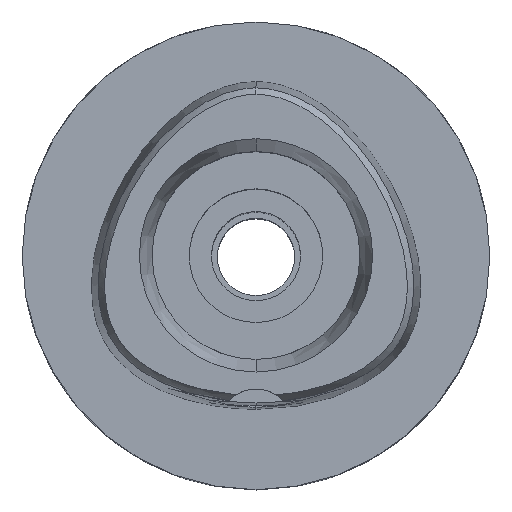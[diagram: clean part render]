
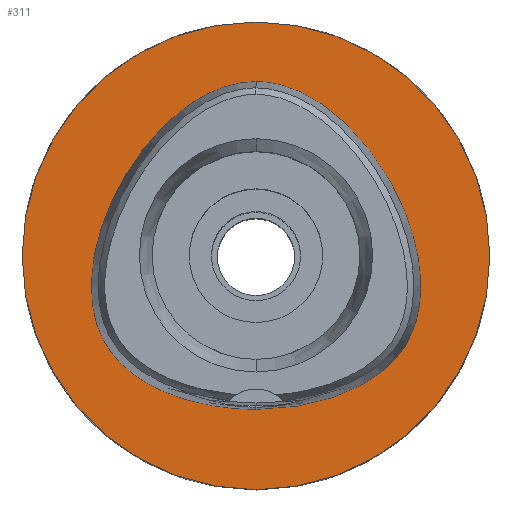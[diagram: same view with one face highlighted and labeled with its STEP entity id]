
A CAD part, top view. The second image highlights one B-rep face of the part: STEP entity #311.
In plain terms, the highlighted planar face has unit normal (0, 0, 1).
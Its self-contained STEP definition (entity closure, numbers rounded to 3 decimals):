
#39 = CARTESIAN_POINT ( 'NONE',  ( 0., 0., 0. ) ) ;
#49 = EDGE_CURVE ( 'NONE', #1065, #1573, #5286, .T. ) ;
#53 = ORIENTED_EDGE ( 'NONE', *, *, #5172, .F. ) ;
#79 = CARTESIAN_POINT ( 'NONE',  ( 20.749, 4.657, 0. ) ) ;
#96 = FACE_BOUND ( 'NONE', #3449, .T. ) ;
#103 = CARTESIAN_POINT ( 'NONE',  ( 21.555, -8.996, 0. ) ) ;
#131 = CARTESIAN_POINT ( 'NONE',  ( 14.408, 15.641, 0. ) ) ;
#198 = CARTESIAN_POINT ( 'NONE',  ( 0., 23.475, 0. ) ) ;
#311 = ADVANCED_FACE ( 'NONE', ( #4389, #96 ), #2627, .F. ) ;
#314 = DIRECTION ( 'NONE',  ( 0., 0., -1. ) ) ;
#340 = CARTESIAN_POINT ( 'NONE',  ( -14.673, -17.214, 0. ) ) ;
#456 = CARTESIAN_POINT ( 'NONE',  ( 0., 23.475, 0. ) ) ;
#482 = CARTESIAN_POINT ( 'NONE',  ( 14.673, -17.214, 0. ) ) ;
#530 = DIRECTION ( 'NONE',  ( 0., -1., 0. ) ) ;
#666 = CARTESIAN_POINT ( 'NONE',  ( -22.245, -4.1, 0. ) ) ;
#774 = VERTEX_POINT ( 'NONE', #1432 ) ;
#801 = CARTESIAN_POINT ( 'NONE',  ( -6.341, -20.298, 0. ) ) ;
#911 = CARTESIAN_POINT ( 'NONE',  ( 2.114, -20.675, 0. ) ) ;
#963 = CARTESIAN_POINT ( 'NONE',  ( 6.341, -20.298, 0. ) ) ;
#1021 = CARTESIAN_POINT ( 'NONE',  ( 11.233, -18.893, 0. ) ) ;
#1054 = CARTESIAN_POINT ( 'NONE',  ( -19.649, -12.825, 0. ) ) ;
#1065 = VERTEX_POINT ( 'NONE', #5259 ) ;
#1129 = ORIENTED_EDGE ( 'NONE', *, *, #5058, .F. ) ;
#1251 = CARTESIAN_POINT ( 'NONE',  ( 0., 0., 0. ) ) ;
#1305 = CARTESIAN_POINT ( 'NONE',  ( 0., -31.5, 0. ) ) ;
#1330 = CARTESIAN_POINT ( 'NONE',  ( 0., -20.675, 0. ) ) ;
#1385 = CARTESIAN_POINT ( 'NONE',  ( 2.565, 23.293, 0. ) ) ;
#1388 = CARTESIAN_POINT ( 'NONE',  ( -18.568, -14.169, 0. ) ) ;
#1431 = AXIS2_PLACEMENT_3D ( 'NONE', #39, #2227, #530 ) ;
#1432 = CARTESIAN_POINT ( 'NONE',  ( 0., -20.675, 0. ) ) ;
#1449 = CARTESIAN_POINT ( 'NONE',  ( 16.959, -15.678, 0. ) ) ;
#1453 = CARTESIAN_POINT ( 'NONE',  ( -10.746, 19.174, 0. ) ) ;
#1573 = VERTEX_POINT ( 'NONE', #1305 ) ;
#1812 = CARTESIAN_POINT ( 'NONE',  ( 5.098, 22.526, 0. ) ) ;
#1870 = CARTESIAN_POINT ( 'NONE',  ( 0.855, 23.475, 0. ) ) ;
#1935 = CARTESIAN_POINT ( 'NONE',  ( -0.855, 23.475, 0. ) ) ;
#2044 = DIRECTION ( 'NONE',  ( 0., -1., 0. ) ) ;
#2184 = CARTESIAN_POINT ( 'NONE',  ( 19.649, -12.825, 0. ) ) ;
#2227 = DIRECTION ( 'NONE',  ( 0., 0., -1. ) ) ;
#2327 = CARTESIAN_POINT ( 'NONE',  ( -5.098, 22.526, 0. ) ) ;
#2388 = CARTESIAN_POINT ( 'NONE',  ( -20.35, -11.749, 0. ) ) ;
#2627 = PLANE ( 'NONE',  #1431 ) ;
#2635 = CARTESIAN_POINT ( 'NONE',  ( 20.932, -10.604, 0. ) ) ;
#2662 = CARTESIAN_POINT ( 'NONE',  ( 18.068, 10.432, 0. ) ) ;
#2689 = CARTESIAN_POINT ( 'NONE',  ( 20.35, -11.749, 0. ) ) ;
#2714 = CARTESIAN_POINT ( 'NONE',  ( 18.568, -14.169, 0. ) ) ;
#2745 = CARTESIAN_POINT ( 'NONE',  ( -20.749, 4.657, 0. ) ) ;
#2756 = AXIS2_PLACEMENT_3D ( 'NONE', #4234, #314, #2044 ) ;
#2854 = EDGE_CURVE ( 'NONE', #774, #4100, #4170, .T. ) ;
#2925 = CARTESIAN_POINT ( 'NONE',  ( 0., 23.475, 0. ) ) ;
#3079 = ORIENTED_EDGE ( 'NONE', *, *, #49, .F. ) ;
#3167 = CARTESIAN_POINT ( 'NONE',  ( -18.068, 10.432, 0. ) ) ;
#3228 = CARTESIAN_POINT ( 'NONE',  ( -21.978, -0.281, 0. ) ) ;
#3449 = EDGE_LOOP ( 'NONE', ( #1129, #3566 ) ) ;
#3548 = CARTESIAN_POINT ( 'NONE',  ( 22.245, -4.1, 0. ) ) ;
#3566 = ORIENTED_EDGE ( 'NONE', *, *, #2854, .F. ) ;
#3613 = CARTESIAN_POINT ( 'NONE',  ( -21.555, -8.996, 0. ) ) ;
#3640 = CARTESIAN_POINT ( 'NONE',  ( -7.571, 21.315, 0. ) ) ;
#3830 = CARTESIAN_POINT ( 'NONE',  ( -2.114, -20.675, 0. ) ) ;
#3967 = CARTESIAN_POINT ( 'NONE',  ( 22.057, -6.848, 0. ) ) ;
#3997 = CARTESIAN_POINT ( 'NONE',  ( 21.978, -0.281, 0. ) ) ;
#4066 = EDGE_LOOP ( 'NONE', ( #3079, #53 ) ) ;
#4100 = VERTEX_POINT ( 'NONE', #2925 ) ;
#4170 = B_SPLINE_CURVE_WITH_KNOTS ( 'NONE', 3,
 ( #1330, #911, #963, #1021, #482, #1449, #2714, #2184, #2689, #2635, #103, #3967, #3548, #3997, #79, #2662, #131, #4867, #5262, #1812, #1385, #1870, #456 ),
 .UNSPECIFIED., .F., .F.,
 ( 4, 1, 1, 1, 1, 1, 1, 1, 1, 1, 1, 1, 1, 1, 1, 1, 1, 1, 1, 1, 4 ),
 ( 0., 0.083, 0.167, 0.208, 0.25, 0.292, 0.312, 0.333, 0.354, 0.375, 0.417, 0.458, 0.5, 0.583, 0.667, 0.75, 0.833, 0.875, 0.917, 0.958, 1. ),
 .UNSPECIFIED. ) ;
#4203 = CARTESIAN_POINT ( 'NONE',  ( -11.233, -18.893, 0. ) ) ;
#4234 = CARTESIAN_POINT ( 'NONE',  ( 0., 0., 0. ) ) ;
#4259 = CARTESIAN_POINT ( 'NONE',  ( 0., -20.675, 0. ) ) ;
#4262 = DIRECTION ( 'NONE',  ( 0., 0., -1. ) ) ;
#4363 = CIRCLE ( 'NONE', #2756, 31.5 ) ;
#4389 = FACE_OUTER_BOUND ( 'NONE', #4066, .T. ) ;
#4867 = CARTESIAN_POINT ( 'NONE',  ( 10.746, 19.174, 0. ) ) ;
#4871 = CARTESIAN_POINT ( 'NONE',  ( -22.057, -6.848, 0. ) ) ;
#4902 = CARTESIAN_POINT ( 'NONE',  ( -20.932, -10.604, 0. ) ) ;
#5030 = AXIS2_PLACEMENT_3D ( 'NONE', #1251, #4262, #5464 ) ;
#5058 = EDGE_CURVE ( 'NONE', #4100, #774, #5548, .T. ) ;
#5070 = CARTESIAN_POINT ( 'NONE',  ( -16.959, -15.678, 0. ) ) ;
#5172 = EDGE_CURVE ( 'NONE', #1573, #1065, #4363, .T. ) ;
#5259 = CARTESIAN_POINT ( 'NONE',  ( 0., 31.5, 0. ) ) ;
#5262 = CARTESIAN_POINT ( 'NONE',  ( 7.571, 21.315, 0. ) ) ;
#5286 = CIRCLE ( 'NONE', #5030, 31.5 ) ;
#5300 = CARTESIAN_POINT ( 'NONE',  ( -2.565, 23.293, 0. ) ) ;
#5355 = CARTESIAN_POINT ( 'NONE',  ( -14.408, 15.641, 0. ) ) ;
#5464 = DIRECTION ( 'NONE',  ( 0., 1., 0. ) ) ;
#5548 = B_SPLINE_CURVE_WITH_KNOTS ( 'NONE', 3,
 ( #198, #1935, #5300, #2327, #3640, #1453, #5355, #3167, #2745, #3228, #666, #4871, #3613, #4902, #2388, #1054, #1388, #5070, #340, #4203, #801, #3830, #4259 ),
 .UNSPECIFIED., .F., .F.,
 ( 4, 1, 1, 1, 1, 1, 1, 1, 1, 1, 1, 1, 1, 1, 1, 1, 1, 1, 1, 1, 4 ),
 ( 0., 0.042, 0.083, 0.125, 0.167, 0.25, 0.333, 0.417, 0.5, 0.542, 0.583, 0.625, 0.646, 0.667, 0.688, 0.708, 0.75, 0.792, 0.833, 0.917, 1. ),
 .UNSPECIFIED. ) ;
